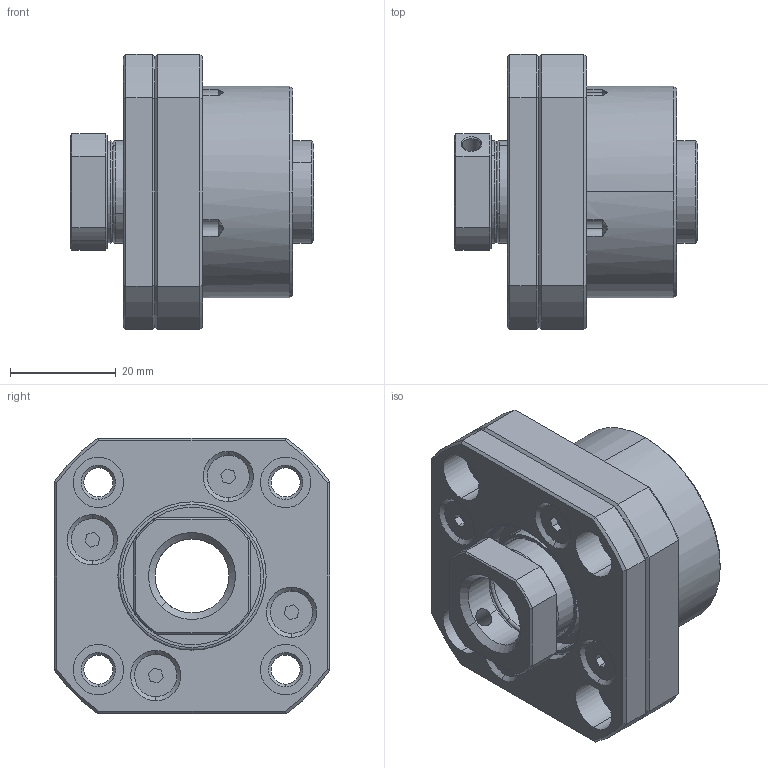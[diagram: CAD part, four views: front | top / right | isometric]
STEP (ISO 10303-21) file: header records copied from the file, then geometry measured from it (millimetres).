
FILE_DESCRIPTION (( 'STEP AP214' ), '1' );
FILE_NAME ('FKN15-Rollco.step', '2023-04-27T09:22:07', ( '' ), ( '' ), 'SwSTEP 2.0', 'SolidWorks 2010', '' );
FILE_SCHEMA (( 'AUTOMOTIVE_DESIGN' ));
Length unit declared in the file: millimetre
Products named in the file (11): 7002; 7002-1; 7002_3; 7002_2; FK15_1; FK15_6; EAFK15; FKN15_5; FKN15_7; FKN15_9; FKN15-Rollco
Assembly tree (17 placements, depth 3):
  FKN15-Rollco
    FKN15_9  x4
    EAFK15  x2
    7002
      7002_2
      7002_3
    FK15_1
    FKN15_7
    FK15_6
    FKN15_5  x2
    7002-1
      7002_2
      7002_3
Bounding box: 46 x 52 x 52 mm (x, y, z)
Volume: 45760.8 mm3; surface area: 31865.1 mm2
Topology: 15 solids, 15 shells, 415 faces, 977 edges, 595 vertices
Faces by surface type: cylinder 123, plane 104, cone 100, bspline 88
Entity records: 9992 total; most frequent: CARTESIAN_POINT 2908, DIRECTION 1460, ORIENTED_EDGE 1370, EDGE_CURVE 685, AXIS2_PLACEMENT_3D 613, VERTEX_POINT 417, CIRCLE 349, EDGE_LOOP 342
